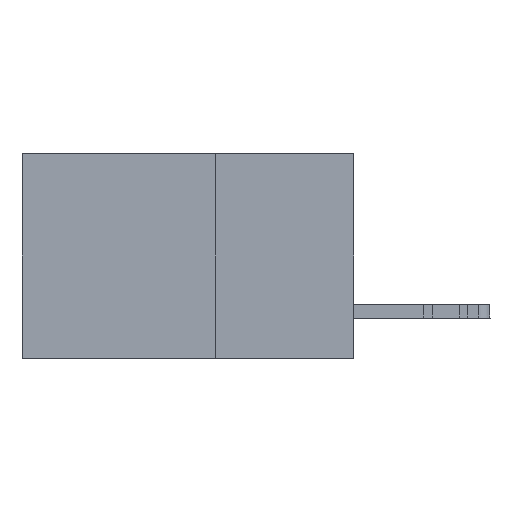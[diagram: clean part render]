
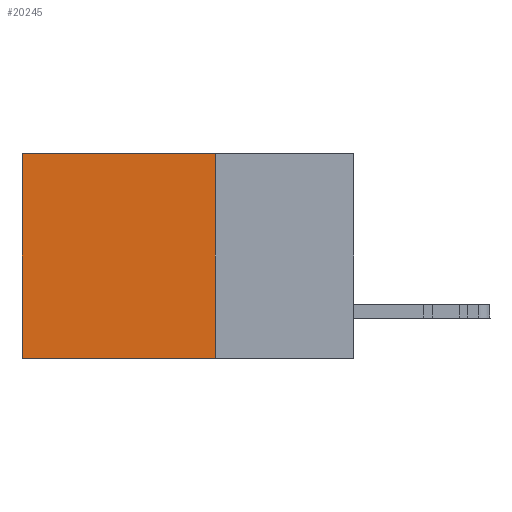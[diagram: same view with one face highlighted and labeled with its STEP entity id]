
A CAD part, left-side view. The second image highlights one B-rep face of the part: STEP entity #20245.
In plain terms, the highlighted planar face has unit normal (-1, 0, 0).
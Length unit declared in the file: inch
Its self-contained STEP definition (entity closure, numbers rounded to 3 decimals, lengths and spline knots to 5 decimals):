
#2757 = ORIENTED_EDGE ( 'NONE', *, *, #5321, .T. ) ;
#3527 = CARTESIAN_POINT ( 'NONE',  ( 0.2875, 0.25, -0.37 ) ) ;
#3945 = DIRECTION ( 'NONE',  ( 0., 1., 0. ) ) ;
#5321 = EDGE_CURVE ( 'NONE', #20372, #22961, #35787, .T. ) ;
#7733 = VERTEX_POINT ( 'NONE', #32248 ) ;
#9165 = CARTESIAN_POINT ( 'NONE',  ( 0.2875, 0.6, 0. ) ) ;
#9600 = PLANE ( 'NONE',  #20079 ) ;
#10772 = DIRECTION ( 'NONE',  ( 0., 1., 0. ) ) ;
#11612 = FACE_OUTER_BOUND ( 'NONE', #27604, .T. ) ;
#13696 = CARTESIAN_POINT ( 'NONE',  ( 0.2875, 0.25, 0. ) ) ;
#13852 = VERTEX_POINT ( 'NONE', #30469 ) ;
#14304 = VECTOR ( 'NONE', #3945, 39.37008 ) ;
#14803 = ORIENTED_EDGE ( 'NONE', *, *, #32296, .F. ) ;
#16379 = CARTESIAN_POINT ( 'NONE',  ( 0.2875, 0.25, 0. ) ) ;
#17956 = LINE ( 'NONE', #16379, #40107 ) ;
#18617 = CARTESIAN_POINT ( 'NONE',  ( 0.2875, 0.6, -0.37 ) ) ;
#20079 = AXIS2_PLACEMENT_3D ( 'NONE', #25408, #25672, #20716 ) ;
#20245 = ADVANCED_FACE ( 'NONE', ( #11612 ), #9600, .F. ) ;
#20372 = VERTEX_POINT ( 'NONE', #31466 ) ;
#20716 = DIRECTION ( 'NONE',  ( 0., 0., -1. ) ) ;
#20921 = ORIENTED_EDGE ( 'NONE', *, *, #21781, .F. ) ;
#21781 = EDGE_CURVE ( 'NONE', #13852, #7733, #17956, .T. ) ;
#22497 = VECTOR ( 'NONE', #10772, 39.37008 ) ;
#22961 = VERTEX_POINT ( 'NONE', #18617 ) ;
#23455 = VECTOR ( 'NONE', #36642, 39.37008 ) ;
#25408 = CARTESIAN_POINT ( 'NONE',  ( 0.2875, 0.25, 0. ) ) ;
#25672 = DIRECTION ( 'NONE',  ( 1., 0., 0. ) ) ;
#25810 = DIRECTION ( 'NONE',  ( 0., 0., -1. ) ) ;
#27604 = EDGE_LOOP ( 'NONE', ( #2757, #14803, #20921, #27646 ) ) ;
#27646 = ORIENTED_EDGE ( 'NONE', *, *, #40579, .T. ) ;
#30469 = CARTESIAN_POINT ( 'NONE',  ( 0.2875, 0.25, 0. ) ) ;
#31466 = CARTESIAN_POINT ( 'NONE',  ( 0.2875, 0.6, 0. ) ) ;
#31988 = LINE ( 'NONE', #3527, #14304 ) ;
#32248 = CARTESIAN_POINT ( 'NONE',  ( 0.2875, 0.25, -0.37 ) ) ;
#32296 = EDGE_CURVE ( 'NONE', #7733, #22961, #31988, .T. ) ;
#35787 = LINE ( 'NONE', #9165, #23455 ) ;
#36309 = LINE ( 'NONE', #13696, #22497 ) ;
#36642 = DIRECTION ( 'NONE',  ( 0., 0., -1. ) ) ;
#40107 = VECTOR ( 'NONE', #25810, 39.37008 ) ;
#40579 = EDGE_CURVE ( 'NONE', #13852, #20372, #36309, .T. ) ;
